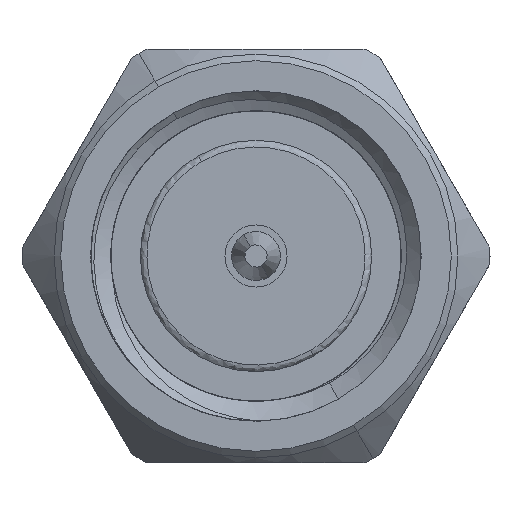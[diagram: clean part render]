
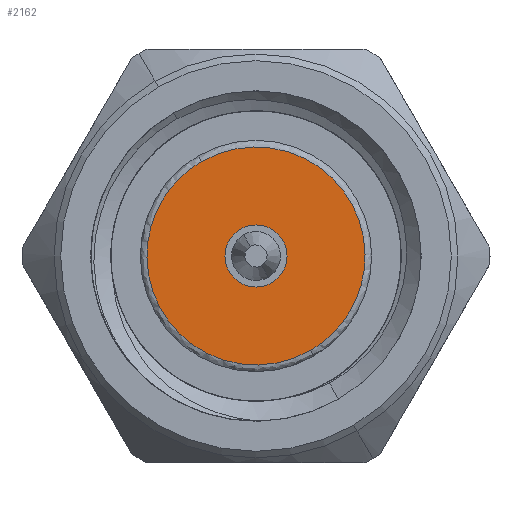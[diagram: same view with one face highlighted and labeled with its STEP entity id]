
A CAD part, left-side view. The second image highlights one B-rep face of the part: STEP entity #2162.
In plain terms, the highlighted planar face has unit normal (-1, 0, 0).
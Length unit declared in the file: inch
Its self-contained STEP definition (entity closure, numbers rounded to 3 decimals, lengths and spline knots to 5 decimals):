
#238 = CARTESIAN_POINT ( 'NONE',  ( 0.107, -0.01175, 0.02035 ) ) ;
#289 = DIRECTION ( 'NONE',  ( -1., 0., 0. ) ) ;
#328 = CARTESIAN_POINT ( 'NONE',  ( 0.107, 0., 0. ) ) ;
#329 = EDGE_CURVE ( 'NONE', #2113, #2408, #1877, .T. ) ;
#345 = CARTESIAN_POINT ( 'NONE',  ( 0.107, 0.01175, -0.02035 ) ) ;
#424 = ORIENTED_EDGE ( 'NONE', *, *, #1156, .F. ) ;
#501 = EDGE_CURVE ( 'NONE', #2408, #2113, #1943, .T. ) ;
#514 = EDGE_CURVE ( 'NONE', #3221, #1635, #2446, .T. ) ;
#517 = EDGE_LOOP ( 'NONE', ( #647, #424 ) ) ;
#567 = CARTESIAN_POINT ( 'NONE',  ( 0.107, -0.04125, 0.07145 ) ) ;
#647 = ORIENTED_EDGE ( 'NONE', *, *, #514, .F. ) ;
#706 = AXIS2_PLACEMENT_3D ( 'NONE', #328, #2448, #881 ) ;
#842 = DIRECTION ( 'NONE',  ( 1., 0., 0. ) ) ;
#862 = CARTESIAN_POINT ( 'NONE',  ( 0.107, -0.04125, 0.07145 ) ) ;
#881 = DIRECTION ( 'NONE',  ( 0., 0.5, -0.866 ) ) ;
#900 = ORIENTED_EDGE ( 'NONE', *, *, #501, .F. ) ;
#1137 = PLANE ( 'NONE',  #1620 ) ;
#1156 = EDGE_CURVE ( 'NONE', #1635, #3221, #2201, .T. ) ;
#1450 = CARTESIAN_POINT ( 'NONE',  ( 0.107, 0.18414, 0.01105 ) ) ;
#1452 = CARTESIAN_POINT ( 'NONE',  ( 0.107, -0.10164, -0.15395 ) ) ;
#1620 = AXIS2_PLACEMENT_3D ( 'NONE', #3518, #842, #3235 ) ;
#1635 = VERTEX_POINT ( 'NONE', #2188 ) ;
#1710 = CARTESIAN_POINT ( 'NONE',  ( 0.107, -0.18414, -0.01105 ) ) ;
#1743 = DIRECTION ( 'NONE',  ( 0., 0.5, -0.866 ) ) ;
#1809 = AXIS2_PLACEMENT_3D ( 'NONE', #3519, #289, #1743 ) ;
#1877 = CIRCLE ( 'NONE', #706, 0.0235 ) ;
#1943 = CIRCLE ( 'NONE', #1809, 0.0235 ) ;
#2067 = CARTESIAN_POINT ( 'NONE',  ( 0.107, 0.04125, -0.07145 ) ) ;
#2079 = CARTESIAN_POINT ( 'NONE',  ( 0.107, 0.04125, -0.07145 ) ) ;
#2113 = VERTEX_POINT ( 'NONE', #238 ) ;
#2162 = ADVANCED_FACE ( 'NONE', ( #3498, #3815 ), #1137, .F. ) ;
#2188 = CARTESIAN_POINT ( 'NONE',  ( 0.107, -0.04125, 0.07145 ) ) ;
#2201 =( BOUNDED_CURVE ( )  B_SPLINE_CURVE ( 3, ( #567, #1710, #1452, #2067 ),
 .UNSPECIFIED., .F., .T. ) 
 B_SPLINE_CURVE_WITH_KNOTS ( ( 4, 4 ),
 ( 0., 1. ),
 .UNSPECIFIED. ) 
 CURVE ( )  GEOMETRIC_REPRESENTATION_ITEM ( )  RATIONAL_B_SPLINE_CURVE ( ( 1., 0.333, 0.333, 1. ) ) 
 REPRESENTATION_ITEM ( '' )  );
#2266 = EDGE_LOOP ( 'NONE', ( #900, #3699 ) ) ;
#2408 = VERTEX_POINT ( 'NONE', #345 ) ;
#2446 =( BOUNDED_CURVE ( )  B_SPLINE_CURVE ( 3, ( #2079, #1450, #3834, #862 ),
 .UNSPECIFIED., .F., .T. ) 
 B_SPLINE_CURVE_WITH_KNOTS ( ( 4, 4 ),
 ( 0., 1. ),
 .UNSPECIFIED. ) 
 CURVE ( )  GEOMETRIC_REPRESENTATION_ITEM ( )  RATIONAL_B_SPLINE_CURVE ( ( 1., 0.333, 0.333, 1. ) ) 
 REPRESENTATION_ITEM ( '' )  );
#2448 = DIRECTION ( 'NONE',  ( -1., 0., 0. ) ) ;
#3002 = CARTESIAN_POINT ( 'NONE',  ( 0.107, 0.04125, -0.07145 ) ) ;
#3221 = VERTEX_POINT ( 'NONE', #3002 ) ;
#3235 = DIRECTION ( 'NONE',  ( 0., 1., 0. ) ) ;
#3498 = FACE_BOUND ( 'NONE', #2266, .T. ) ;
#3518 = CARTESIAN_POINT ( 'NONE',  ( 0.107, 0., 0. ) ) ;
#3519 = CARTESIAN_POINT ( 'NONE',  ( 0.107, 0., 0. ) ) ;
#3699 = ORIENTED_EDGE ( 'NONE', *, *, #329, .F. ) ;
#3815 = FACE_OUTER_BOUND ( 'NONE', #517, .T. ) ;
#3834 = CARTESIAN_POINT ( 'NONE',  ( 0.107, 0.10164, 0.15395 ) ) ;
